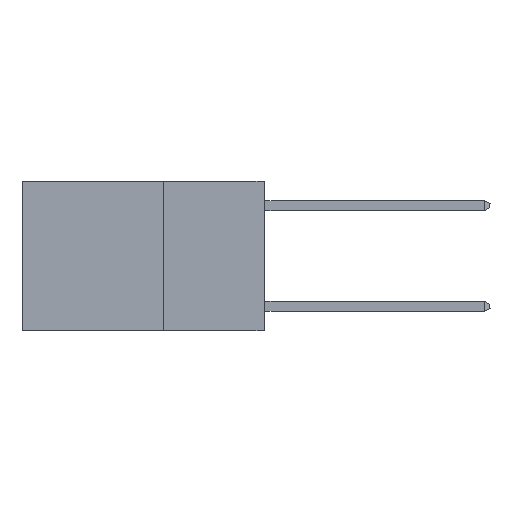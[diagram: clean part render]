
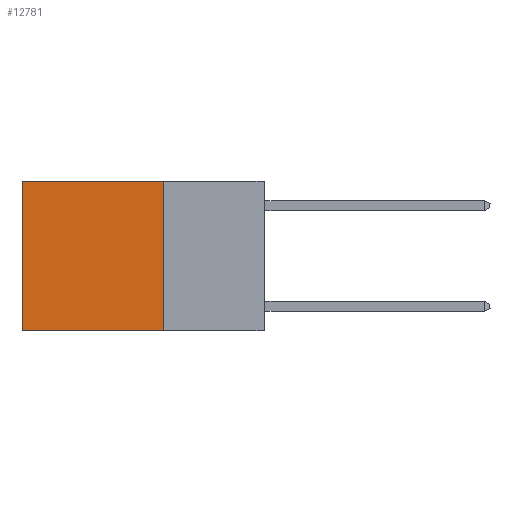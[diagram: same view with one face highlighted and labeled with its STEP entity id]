
A CAD part, left-side view. The second image highlights one B-rep face of the part: STEP entity #12781.
In plain terms, the highlighted planar face has unit normal (-1, 0, 0).
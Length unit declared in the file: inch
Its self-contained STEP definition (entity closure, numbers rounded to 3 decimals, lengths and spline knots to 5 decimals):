
#164 = ORIENTED_EDGE ( 'NONE', *, *, #3555, .F. ) ;
#746 = VERTEX_POINT ( 'NONE', #5629 ) ;
#1496 = DIRECTION ( 'NONE',  ( 1., 0., 0. ) ) ;
#1539 = ORIENTED_EDGE ( 'NONE', *, *, #10451, .T. ) ;
#1692 = DIRECTION ( 'NONE',  ( 0., 1., 0. ) ) ;
#2367 = DIRECTION ( 'NONE',  ( 0., 0., -1. ) ) ;
#2520 = DIRECTION ( 'NONE',  ( 0., 1., 0. ) ) ;
#2547 = PLANE ( 'NONE',  #2802 ) ;
#2802 = AXIS2_PLACEMENT_3D ( 'NONE', #11730, #1496, #10414 ) ;
#2845 = ORIENTED_EDGE ( 'NONE', *, *, #8018, .F. ) ;
#3555 = EDGE_CURVE ( 'NONE', #10734, #746, #13588, .T. ) ;
#4322 = VECTOR ( 'NONE', #1692, 39.37008 ) ;
#4675 = VERTEX_POINT ( 'NONE', #6459 ) ;
#4902 = CARTESIAN_POINT ( 'NONE',  ( 0.2625, 0.25, -0.37 ) ) ;
#5629 = CARTESIAN_POINT ( 'NONE',  ( 0.2625, 0.25, -0.37 ) ) ;
#6459 = CARTESIAN_POINT ( 'NONE',  ( 0.2625, 0.6, -0.37 ) ) ;
#6663 = DIRECTION ( 'NONE',  ( 0., 0., -1. ) ) ;
#6730 = LINE ( 'NONE', #10039, #9201 ) ;
#7223 = CARTESIAN_POINT ( 'NONE',  ( 0.2625, 0.25, 0. ) ) ;
#7301 = LINE ( 'NONE', #7223, #12513 ) ;
#8018 = EDGE_CURVE ( 'NONE', #746, #4675, #11701, .T. ) ;
#9201 = VECTOR ( 'NONE', #6663, 39.37008 ) ;
#9249 = CARTESIAN_POINT ( 'NONE',  ( 0.2625, 0.25, 0. ) ) ;
#10039 = CARTESIAN_POINT ( 'NONE',  ( 0.2625, 0.6, 0. ) ) ;
#10152 = VERTEX_POINT ( 'NONE', #11651 ) ;
#10414 = DIRECTION ( 'NONE',  ( 0., 0., -1. ) ) ;
#10451 = EDGE_CURVE ( 'NONE', #10734, #10152, #7301, .T. ) ;
#10734 = VERTEX_POINT ( 'NONE', #12997 ) ;
#11160 = ORIENTED_EDGE ( 'NONE', *, *, #13425, .T. ) ;
#11651 = CARTESIAN_POINT ( 'NONE',  ( 0.2625, 0.6, 0. ) ) ;
#11701 = LINE ( 'NONE', #4902, #4322 ) ;
#11730 = CARTESIAN_POINT ( 'NONE',  ( 0.2625, 0.25, 0. ) ) ;
#12112 = EDGE_LOOP ( 'NONE', ( #11160, #2845, #164, #1539 ) ) ;
#12376 = VECTOR ( 'NONE', #2367, 39.37008 ) ;
#12513 = VECTOR ( 'NONE', #2520, 39.37008 ) ;
#12781 = ADVANCED_FACE ( 'NONE', ( #13699 ), #2547, .F. ) ;
#12997 = CARTESIAN_POINT ( 'NONE',  ( 0.2625, 0.25, 0. ) ) ;
#13425 = EDGE_CURVE ( 'NONE', #10152, #4675, #6730, .T. ) ;
#13588 = LINE ( 'NONE', #9249, #12376 ) ;
#13699 = FACE_OUTER_BOUND ( 'NONE', #12112, .T. ) ;
